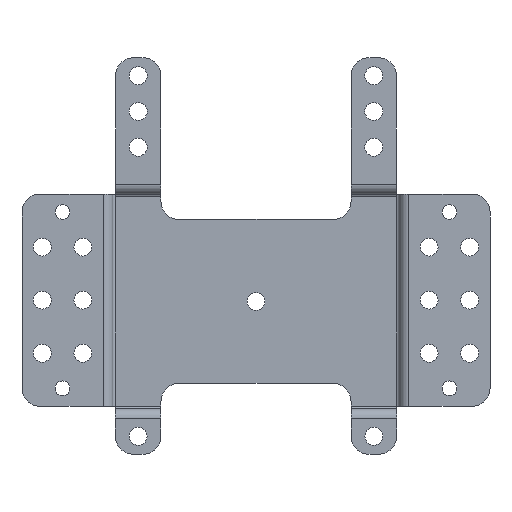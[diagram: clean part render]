
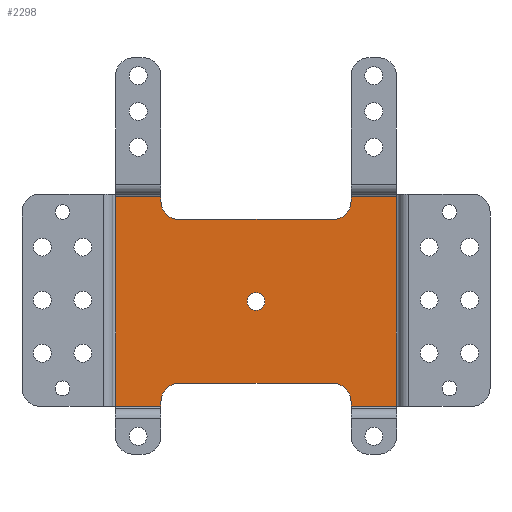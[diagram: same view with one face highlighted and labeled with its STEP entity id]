
A CAD part, front view. The second image highlights one B-rep face of the part: STEP entity #2298.
In plain terms, the highlighted planar face has unit normal (0, -1, 0).
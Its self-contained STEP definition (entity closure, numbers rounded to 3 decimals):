
#41 = AXIS2_PLACEMENT_3D ( 'NONE', #6860, #401, #4197 ) ;
#67 = DIRECTION ( 'NONE',  ( 0., 0., 1. ) ) ;
#112 = EDGE_CURVE ( 'NONE', #5630, #2458, #1648, .T. ) ;
#186 = CARTESIAN_POINT ( 'NONE',  ( 0., -1.99, 0. ) ) ;
#315 = EDGE_CURVE ( 'NONE', #960, #1851, #3987, .T. ) ;
#322 = VERTEX_POINT ( 'NONE', #6336 ) ;
#364 = ORIENTED_EDGE ( 'NONE', *, *, #1387, .F. ) ;
#401 = DIRECTION ( 'NONE',  ( 0., 1., 0. ) ) ;
#551 = AXIS2_PLACEMENT_3D ( 'NONE', #2549, #5312, #6343 ) ;
#555 = ORIENTED_EDGE ( 'NONE', *, *, #1722, .T. ) ;
#586 = ORIENTED_EDGE ( 'NONE', *, *, #1182, .T. ) ;
#603 = EDGE_LOOP ( 'NONE', ( #6330, #2480, #555, #3156, #3437, #2717, #2359, #5840, #2964, #940, #2358, #5700, #1197, #6454, #364, #2155 ) ) ;
#631 = CARTESIAN_POINT ( 'NONE',  ( -39.263, -1.99, -29.263 ) ) ;
#710 = VERTEX_POINT ( 'NONE', #6913 ) ;
#724 = VECTOR ( 'NONE', #2684, 1000. ) ;
#726 = ORIENTED_EDGE ( 'NONE', *, *, #6802, .T. ) ;
#752 = DIRECTION ( 'NONE',  ( 1., 0., 0. ) ) ;
#808 = CIRCLE ( 'NONE', #41, 2.5 ) ;
#816 = EDGE_CURVE ( 'NONE', #6671, #6601, #2598, .T. ) ;
#900 = VECTOR ( 'NONE', #3205, 1000. ) ;
#940 = ORIENTED_EDGE ( 'NONE', *, *, #315, .T. ) ;
#960 = VERTEX_POINT ( 'NONE', #2627 ) ;
#1004 = DIRECTION ( 'NONE',  ( 0., 0., -1. ) ) ;
#1038 = CARTESIAN_POINT ( 'NONE',  ( 26.563, -1.99, 0. ) ) ;
#1066 = CARTESIAN_POINT ( 'NONE',  ( -26.563, -1.99, 0. ) ) ;
#1090 = CARTESIAN_POINT ( 'NONE',  ( -26.563, -1.99, 27.913 ) ) ;
#1114 = CARTESIAN_POINT ( 'NONE',  ( 39.293, -1.99, -29.263 ) ) ;
#1118 = CARTESIAN_POINT ( 'NONE',  ( 39.263, -1.99, -29.263 ) ) ;
#1125 = DIRECTION ( 'NONE',  ( 0., 1., 0. ) ) ;
#1179 = AXIS2_PLACEMENT_3D ( 'NONE', #2472, #5694, #2437 ) ;
#1182 = EDGE_CURVE ( 'NONE', #1678, #5156, #4119, .T. ) ;
#1196 = CARTESIAN_POINT ( 'NONE',  ( 0., -1.99, -22.913 ) ) ;
#1197 = ORIENTED_EDGE ( 'NONE', *, *, #2826, .T. ) ;
#1217 = VERTEX_POINT ( 'NONE', #1118 ) ;
#1272 = FACE_OUTER_BOUND ( 'NONE', #603, .T. ) ;
#1387 = EDGE_CURVE ( 'NONE', #322, #1217, #3524, .T. ) ;
#1579 = DIRECTION ( 'NONE',  ( 1., 0., 0. ) ) ;
#1648 = LINE ( 'NONE', #1114, #724 ) ;
#1678 = VERTEX_POINT ( 'NONE', #6216 ) ;
#1699 = CARTESIAN_POINT ( 'NONE',  ( -26.563, -1.99, 0. ) ) ;
#1703 = VERTEX_POINT ( 'NONE', #6732 ) ;
#1722 = EDGE_CURVE ( 'NONE', #2950, #1703, #6979, .T. ) ;
#1735 = LINE ( 'NONE', #6188, #5907 ) ;
#1744 = EDGE_LOOP ( 'NONE', ( #586, #726 ) ) ;
#1809 = CARTESIAN_POINT ( 'NONE',  ( 21.563, -1.99, 22.913 ) ) ;
#1851 = VERTEX_POINT ( 'NONE', #2617 ) ;
#1883 = VECTOR ( 'NONE', #67, 1000. ) ;
#2077 = DIRECTION ( 'NONE',  ( 0., 1., 0. ) ) ;
#2155 = ORIENTED_EDGE ( 'NONE', *, *, #6885, .F. ) ;
#2196 = DIRECTION ( 'NONE',  ( -1., 0., 0. ) ) ;
#2252 = DIRECTION ( 'NONE',  ( 0., 0., 1. ) ) ;
#2298 = ADVANCED_FACE ( 'NONE', ( #6644, #1272 ), #5595, .F. ) ;
#2340 = VECTOR ( 'NONE', #2196, 1000. ) ;
#2350 = VECTOR ( 'NONE', #752, 1000. ) ;
#2358 = ORIENTED_EDGE ( 'NONE', *, *, #6529, .T. ) ;
#2359 = ORIENTED_EDGE ( 'NONE', *, *, #3184, .F. ) ;
#2437 = DIRECTION ( 'NONE',  ( 0., 0., 1. ) ) ;
#2458 = VERTEX_POINT ( 'NONE', #631 ) ;
#2472 = CARTESIAN_POINT ( 'NONE',  ( 0., -1.99, 0. ) ) ;
#2480 = ORIENTED_EDGE ( 'NONE', *, *, #3972, .T. ) ;
#2540 = CARTESIAN_POINT ( 'NONE',  ( -21.563, -1.99, -27.913 ) ) ;
#2549 = CARTESIAN_POINT ( 'NONE',  ( 21.563, -1.99, 27.913 ) ) ;
#2579 = LINE ( 'NONE', #4719, #5674 ) ;
#2598 = LINE ( 'NONE', #1038, #2886 ) ;
#2602 = CARTESIAN_POINT ( 'NONE',  ( -39.263, -1.99, -29.293 ) ) ;
#2604 = LINE ( 'NONE', #4150, #6673 ) ;
#2617 = CARTESIAN_POINT ( 'NONE',  ( -21.563, -1.99, -22.913 ) ) ;
#2627 = CARTESIAN_POINT ( 'NONE',  ( -26.563, -1.99, -27.913 ) ) ;
#2684 = DIRECTION ( 'NONE',  ( -1., 0., 0. ) ) ;
#2717 = ORIENTED_EDGE ( 'NONE', *, *, #3785, .F. ) ;
#2794 = VERTEX_POINT ( 'NONE', #3400 ) ;
#2826 = EDGE_CURVE ( 'NONE', #3126, #2794, #1735, .T. ) ;
#2861 = DIRECTION ( 'NONE',  ( 0., 1., 0. ) ) ;
#2886 = VECTOR ( 'NONE', #1004, 1000. ) ;
#2950 = VERTEX_POINT ( 'NONE', #1809 ) ;
#2964 = ORIENTED_EDGE ( 'NONE', *, *, #3404, .T. ) ;
#2968 = VECTOR ( 'NONE', #5832, 1000. ) ;
#2996 = CARTESIAN_POINT ( 'NONE',  ( 39.263, -1.99, 30. ) ) ;
#3126 = VERTEX_POINT ( 'NONE', #6886 ) ;
#3156 = ORIENTED_EDGE ( 'NONE', *, *, #5680, .T. ) ;
#3184 = EDGE_CURVE ( 'NONE', #2458, #5232, #4220, .T. ) ;
#3189 = AXIS2_PLACEMENT_3D ( 'NONE', #2540, #2077, #6431 ) ;
#3205 = DIRECTION ( 'NONE',  ( 0., 0., 1. ) ) ;
#3226 = DIRECTION ( 'NONE',  ( 0., 0., 1. ) ) ;
#3400 = CARTESIAN_POINT ( 'NONE',  ( 26.563, -1.99, -29.263 ) ) ;
#3404 = EDGE_CURVE ( 'NONE', #5630, #960, #6552, .T. ) ;
#3437 = ORIENTED_EDGE ( 'NONE', *, *, #4817, .T. ) ;
#3524 = LINE ( 'NONE', #2996, #6729 ) ;
#3713 = CIRCLE ( 'NONE', #5545, 5. ) ;
#3767 = CARTESIAN_POINT ( 'NONE',  ( 21.563, -1.99, -22.913 ) ) ;
#3785 = EDGE_CURVE ( 'NONE', #5232, #710, #6721, .T. ) ;
#3862 = DIRECTION ( 'NONE',  ( 0., 1., 0. ) ) ;
#3972 = EDGE_CURVE ( 'NONE', #6601, #2950, #6631, .T. ) ;
#3987 = CIRCLE ( 'NONE', #3189, 5. ) ;
#4119 = CIRCLE ( 'NONE', #5497, 2.5 ) ;
#4121 = VERTEX_POINT ( 'NONE', #1090 ) ;
#4150 = CARTESIAN_POINT ( 'NONE',  ( 39.293, -1.99, -29.263 ) ) ;
#4171 = AXIS2_PLACEMENT_3D ( 'NONE', #6565, #3862, #3226 ) ;
#4197 = DIRECTION ( 'NONE',  ( 0., 0., 1. ) ) ;
#4210 = LINE ( 'NONE', #1066, #900 ) ;
#4220 = LINE ( 'NONE', #2602, #2968 ) ;
#4581 = CARTESIAN_POINT ( 'NONE',  ( -39.263, -1.99, 29.263 ) ) ;
#4647 = CARTESIAN_POINT ( 'NONE',  ( 21.563, -1.99, -27.913 ) ) ;
#4719 = CARTESIAN_POINT ( 'NONE',  ( -39.263, -1.99, 29.263 ) ) ;
#4817 = EDGE_CURVE ( 'NONE', #4121, #710, #4210, .T. ) ;
#4873 = CARTESIAN_POINT ( 'NONE',  ( 26.563, -1.99, 27.913 ) ) ;
#4885 = CARTESIAN_POINT ( 'NONE',  ( 0., -1.99, 22.913 ) ) ;
#4979 = DIRECTION ( 'NONE',  ( 0., 0., 1. ) ) ;
#5021 = DIRECTION ( 'NONE',  ( 1., 0., 0. ) ) ;
#5156 = VERTEX_POINT ( 'NONE', #5314 ) ;
#5203 = CARTESIAN_POINT ( 'NONE',  ( 26.563, -1.99, 29.263 ) ) ;
#5232 = VERTEX_POINT ( 'NONE', #5350 ) ;
#5291 = EDGE_CURVE ( 'NONE', #6604, #3126, #3713, .T. ) ;
#5312 = DIRECTION ( 'NONE',  ( 0., 1., 0. ) ) ;
#5314 = CARTESIAN_POINT ( 'NONE',  ( 0., -1.99, -2.5 ) ) ;
#5333 = VECTOR ( 'NONE', #5021, 1000. ) ;
#5343 = CARTESIAN_POINT ( 'NONE',  ( -26.563, -1.99, -29.263 ) ) ;
#5350 = CARTESIAN_POINT ( 'NONE',  ( -39.263, -1.99, 29.263 ) ) ;
#5497 = AXIS2_PLACEMENT_3D ( 'NONE', #186, #2861, #2252 ) ;
#5545 = AXIS2_PLACEMENT_3D ( 'NONE', #4647, #1125, #4979 ) ;
#5595 = PLANE ( 'NONE',  #1179 ) ;
#5630 = VERTEX_POINT ( 'NONE', #5343 ) ;
#5674 = VECTOR ( 'NONE', #1579, 1000. ) ;
#5680 = EDGE_CURVE ( 'NONE', #1703, #4121, #5890, .T. ) ;
#5694 = DIRECTION ( 'NONE',  ( 0., 1., 0. ) ) ;
#5700 = ORIENTED_EDGE ( 'NONE', *, *, #5291, .T. ) ;
#5777 = DIRECTION ( 'NONE',  ( 0., 0., -1. ) ) ;
#5832 = DIRECTION ( 'NONE',  ( 0., 0., 1. ) ) ;
#5840 = ORIENTED_EDGE ( 'NONE', *, *, #112, .F. ) ;
#5890 = CIRCLE ( 'NONE', #4171, 5. ) ;
#5907 = VECTOR ( 'NONE', #6596, 1000. ) ;
#5991 = EDGE_CURVE ( 'NONE', #1217, #2794, #2604, .T. ) ;
#6058 = LINE ( 'NONE', #1196, #5333 ) ;
#6188 = CARTESIAN_POINT ( 'NONE',  ( 26.563, -1.99, 0. ) ) ;
#6216 = CARTESIAN_POINT ( 'NONE',  ( 0., -1.99, 2.5 ) ) ;
#6297 = DIRECTION ( 'NONE',  ( -1., 0., 0. ) ) ;
#6330 = ORIENTED_EDGE ( 'NONE', *, *, #816, .T. ) ;
#6336 = CARTESIAN_POINT ( 'NONE',  ( 39.263, -1.99, 29.263 ) ) ;
#6343 = DIRECTION ( 'NONE',  ( 0., 0., 1. ) ) ;
#6431 = DIRECTION ( 'NONE',  ( 0., 0., 1. ) ) ;
#6454 = ORIENTED_EDGE ( 'NONE', *, *, #5991, .F. ) ;
#6529 = EDGE_CURVE ( 'NONE', #1851, #6604, #6058, .T. ) ;
#6552 = LINE ( 'NONE', #1699, #1883 ) ;
#6565 = CARTESIAN_POINT ( 'NONE',  ( -21.563, -1.99, 27.913 ) ) ;
#6596 = DIRECTION ( 'NONE',  ( 0., 0., -1. ) ) ;
#6601 = VERTEX_POINT ( 'NONE', #4873 ) ;
#6604 = VERTEX_POINT ( 'NONE', #3767 ) ;
#6631 = CIRCLE ( 'NONE', #551, 5. ) ;
#6644 = FACE_BOUND ( 'NONE', #1744, .T. ) ;
#6671 = VERTEX_POINT ( 'NONE', #5203 ) ;
#6673 = VECTOR ( 'NONE', #6297, 1000. ) ;
#6721 = LINE ( 'NONE', #4581, #2350 ) ;
#6729 = VECTOR ( 'NONE', #5777, 1000. ) ;
#6732 = CARTESIAN_POINT ( 'NONE',  ( -21.563, -1.99, 22.913 ) ) ;
#6802 = EDGE_CURVE ( 'NONE', #5156, #1678, #808, .T. ) ;
#6860 = CARTESIAN_POINT ( 'NONE',  ( 0., -1.99, 0. ) ) ;
#6885 = EDGE_CURVE ( 'NONE', #6671, #322, #2579, .T. ) ;
#6886 = CARTESIAN_POINT ( 'NONE',  ( 26.563, -1.99, -27.913 ) ) ;
#6913 = CARTESIAN_POINT ( 'NONE',  ( -26.563, -1.99, 29.263 ) ) ;
#6979 = LINE ( 'NONE', #4885, #2340 ) ;
